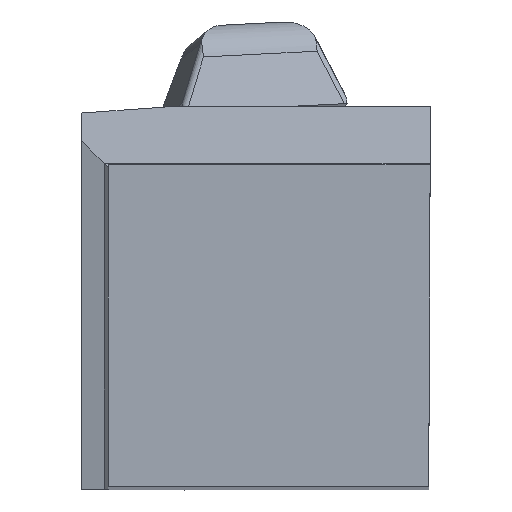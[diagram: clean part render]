
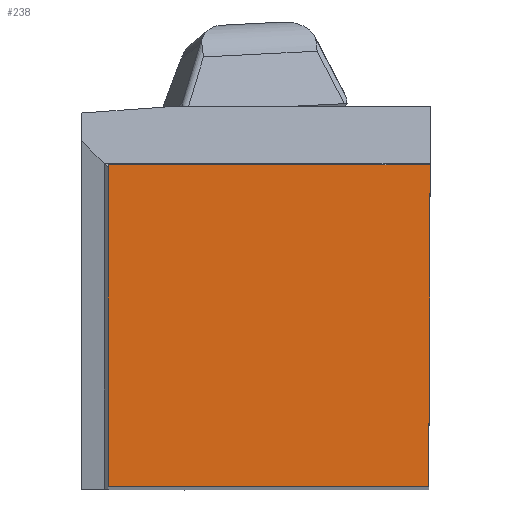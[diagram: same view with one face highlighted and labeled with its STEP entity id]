
A CAD part, top view. The second image highlights one B-rep face of the part: STEP entity #238.
In plain terms, the highlighted planar face has unit normal (0, 0, 1).
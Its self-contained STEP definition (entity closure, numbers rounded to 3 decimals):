
#165=FACE_OUTER_BOUND('',#654,.T.);
#238=ADVANCED_FACE('BLANK_BOXF006',(#165),#305,.F.);
#305=PLANE('',#1594);
#387=LINE('',#2335,#528);
#388=LINE('',#2338,#529);
#389=LINE('',#2340,#530);
#390=LINE('',#2342,#531);
#528=VECTOR('',#1819,1.);
#529=VECTOR('',#1820,1.);
#530=VECTOR('',#1821,1.);
#531=VECTOR('',#1822,1.);
#654=EDGE_LOOP('',(#809,#810,#811,#812));
#809=ORIENTED_EDGE('',*,*,#1319,.F.);
#810=ORIENTED_EDGE('',*,*,#1320,.F.);
#811=ORIENTED_EDGE('',*,*,#1321,.F.);
#812=ORIENTED_EDGE('',*,*,#1322,.F.);
#1169=VERTEX_POINT('',#2336);
#1170=VERTEX_POINT('',#2337);
#1171=VERTEX_POINT('',#2339);
#1172=VERTEX_POINT('',#2341);
#1319=EDGE_CURVE('',#1169,#1170,#387,.T.);
#1320=EDGE_CURVE('',#1171,#1169,#388,.T.);
#1321=EDGE_CURVE('',#1172,#1171,#389,.T.);
#1322=EDGE_CURVE('',#1170,#1172,#390,.T.);
#1594=AXIS2_PLACEMENT_3D('',#2343,#1823,#1824);
#1819=DIRECTION('',(0.,1.,0.));
#1820=DIRECTION('',(-1.,0.,0.));
#1821=DIRECTION('',(-0.004,-1.,0.));
#1822=DIRECTION('',(1.,0.,0.));
#1823=DIRECTION('',(0.,0.,-1.));
#1824=DIRECTION('',(-1.,0.,0.));
#2335=CARTESIAN_POINT('',(-39.85,-276.35,0.));
#2336=CARTESIAN_POINT('',(-39.85,0.,0.));
#2337=CARTESIAN_POINT('',(-39.85,39.85,0.));
#2338=CARTESIAN_POINT('',(276.35,0.,0.));
#2339=CARTESIAN_POINT('',(-0.174,0.,0.));
#2340=CARTESIAN_POINT('',(1.032,276.347,0.));
#2341=CARTESIAN_POINT('',(0.,39.85,0.));
#2342=CARTESIAN_POINT('',(-276.35,39.85,0.));
#2343=CARTESIAN_POINT('',(-60.35,-5.,0.));
